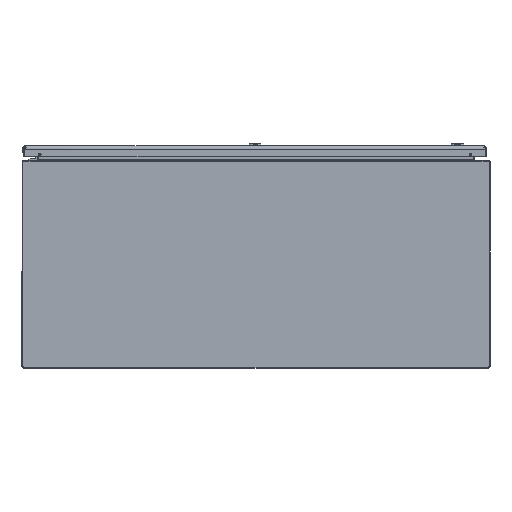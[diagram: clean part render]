
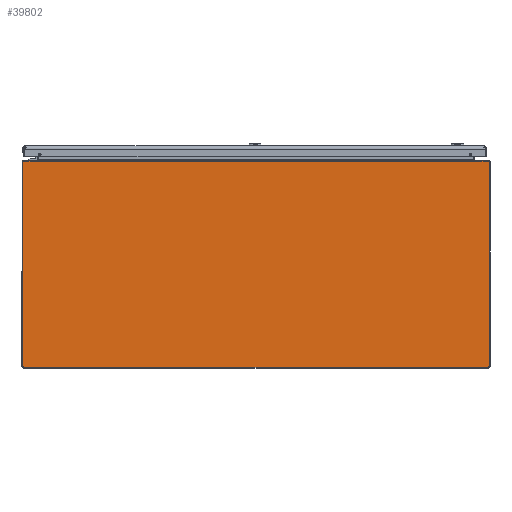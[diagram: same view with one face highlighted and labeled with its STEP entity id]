
A CAD part, front view. The second image highlights one B-rep face of the part: STEP entity #39802.
In plain terms, the highlighted planar face has unit normal (0, -1, 0).
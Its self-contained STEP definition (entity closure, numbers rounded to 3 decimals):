
#474 = VECTOR ( 'NONE', #193465, 39.37 ) ;
#509 = ORIENTED_EDGE ( 'NONE', *, *, #6487, .F. ) ;
#1581 = ORIENTED_EDGE ( 'NONE', *, *, #166820, .T. ) ;
#2370 = CARTESIAN_POINT ( 'NONE',  ( -16.818, -24., 7.91 ) ) ;
#2607 = LINE ( 'NONE', #29493, #140920 ) ;
#6487 = EDGE_CURVE ( 'NONE', #191629, #100172, #68681, .T. ) ;
#11110 = ORIENTED_EDGE ( 'NONE', *, *, #22422, .F. ) ;
#13235 = CARTESIAN_POINT ( 'NONE',  ( 0., -24., 7.883 ) ) ;
#14553 = CARTESIAN_POINT ( 'NONE',  ( 17.857, -24., 7.857 ) ) ;
#18677 = LINE ( 'NONE', #78260, #22869 ) ;
#21888 = ORIENTED_EDGE ( 'NONE', *, *, #185627, .F. ) ;
#22422 = EDGE_CURVE ( 'NONE', #29011, #43971, #38161, .T. ) ;
#22869 = VECTOR ( 'NONE', #180832, 39.37 ) ;
#23654 = CARTESIAN_POINT ( 'NONE',  ( 16.823, -24., 7.937 ) ) ;
#23692 = CARTESIAN_POINT ( 'NONE',  ( 16.814, -24., 7.883 ) ) ;
#24111 = VERTEX_POINT ( 'NONE', #23654 ) ;
#29011 = VERTEX_POINT ( 'NONE', #137924 ) ;
#29258 = ORIENTED_EDGE ( 'NONE', *, *, #94020, .F. ) ;
#29493 = CARTESIAN_POINT ( 'NONE',  ( 17.937, -24., 0. ) ) ;
#31710 = VERTEX_POINT ( 'NONE', #165853 ) ;
#34988 = PLANE ( 'NONE',  #175684 ) ;
#38161 = CIRCLE ( 'NONE', #136390, 0.08 ) ;
#38621 = EDGE_CURVE ( 'NONE', #31710, #191629, #46395, .T. ) ;
#39802 = ADVANCED_FACE ( 'NONE', ( #127321 ), #34988, .T. ) ;
#42594 = ORIENTED_EDGE ( 'NONE', *, *, #167907, .F. ) ;
#43971 = VERTEX_POINT ( 'NONE', #93449 ) ;
#44786 = DIRECTION ( 'NONE',  ( 0., 0., -1. ) ) ;
#45109 = LINE ( 'NONE', #169127, #71593 ) ;
#46395 = LINE ( 'NONE', #117880, #169007 ) ;
#49989 = LINE ( 'NONE', #142261, #163118 ) ;
#57459 = CARTESIAN_POINT ( 'NONE',  ( 16.806, -24., 7.883 ) ) ;
#57732 = CIRCLE ( 'NONE', #168733, 0.08 ) ;
#59435 = CARTESIAN_POINT ( 'NONE',  ( -17.937, -24., 7.857 ) ) ;
#60660 = CARTESIAN_POINT ( 'NONE',  ( -17.857, -24., 7.857 ) ) ;
#65301 = LINE ( 'NONE', #122906, #101900 ) ;
#68681 = CIRCLE ( 'NONE', #170180, 0.08 ) ;
#71593 = VECTOR ( 'NONE', #123462, 39.37 ) ;
#74198 = EDGE_CURVE ( 'NONE', #82177, #187795, #188069, .T. ) ;
#75916 = DIRECTION ( 'NONE',  ( 0., 1., 0. ) ) ;
#75969 = EDGE_CURVE ( 'NONE', #43971, #193606, #2607, .T. ) ;
#78260 = CARTESIAN_POINT ( 'NONE',  ( -17.937, -24., 0. ) ) ;
#78406 = EDGE_CURVE ( 'NONE', #24111, #29011, #45109, .T. ) ;
#78713 = CARTESIAN_POINT ( 'NONE',  ( 0., -24., 0. ) ) ;
#80959 = ORIENTED_EDGE ( 'NONE', *, *, #78406, .F. ) ;
#82005 = VECTOR ( 'NONE', #100170, 39.37 ) ;
#82177 = VERTEX_POINT ( 'NONE', #59435 ) ;
#87695 = DIRECTION ( 'NONE',  ( 0., 1., 0. ) ) ;
#87894 = DIRECTION ( 'NONE',  ( 0., 0., -1. ) ) ;
#88235 = LINE ( 'NONE', #191544, #82005 ) ;
#92752 = VERTEX_POINT ( 'NONE', #149264 ) ;
#93449 = CARTESIAN_POINT ( 'NONE',  ( 17.937, -24., 7.857 ) ) ;
#93920 = DIRECTION ( 'NONE',  ( 0., 0., -1. ) ) ;
#94020 = EDGE_CURVE ( 'NONE', #187795, #102253, #49989, .T. ) ;
#94690 = DIRECTION ( 'NONE',  ( 0.174, 0., -0.985 ) ) ;
#97539 = DIRECTION ( 'NONE',  ( 0., 0., -1. ) ) ;
#99629 = ORIENTED_EDGE ( 'NONE', *, *, #161810, .F. ) ;
#100170 = DIRECTION ( 'NONE',  ( 1., 0., 0. ) ) ;
#100172 = VERTEX_POINT ( 'NONE', #183966 ) ;
#101900 = VECTOR ( 'NONE', #121935, 39.37 ) ;
#102037 = ORIENTED_EDGE ( 'NONE', *, *, #166803, .T. ) ;
#102253 = VERTEX_POINT ( 'NONE', #119468 ) ;
#102549 = CARTESIAN_POINT ( 'NONE',  ( 17.857, -24., -7.857 ) ) ;
#103469 = ORIENTED_EDGE ( 'NONE', *, *, #75969, .F. ) ;
#104921 = DIRECTION ( 'NONE',  ( 0., 0., -1. ) ) ;
#106516 = DIRECTION ( 'NONE',  ( -1., 0., 0. ) ) ;
#111581 = ORIENTED_EDGE ( 'NONE', *, *, #74198, .F. ) ;
#114243 = EDGE_LOOP ( 'NONE', ( #29258, #111581, #42594, #509, #150386, #21888, #103469, #11110, #80959, #1581, #102037, #164964, #99629, #194026 ) ) ;
#117880 = CARTESIAN_POINT ( 'NONE',  ( 0., -24., -7.937 ) ) ;
#119468 = CARTESIAN_POINT ( 'NONE',  ( -16.823, -24., 7.937 ) ) ;
#121935 = DIRECTION ( 'NONE',  ( -0.174, 0., -0.985 ) ) ;
#122906 = CARTESIAN_POINT ( 'NONE',  ( 16.818, -24., 7.91 ) ) ;
#122968 = CARTESIAN_POINT ( 'NONE',  ( 16.798, -24., 7.883 ) ) ;
#123462 = DIRECTION ( 'NONE',  ( 1., 0., 0. ) ) ;
#126390 = DIRECTION ( 'NONE',  ( 1., 0., 0. ) ) ;
#127321 = FACE_OUTER_BOUND ( 'NONE', #114243, .T. ) ;
#132891 = LINE ( 'NONE', #57459, #474 ) ;
#134780 = VECTOR ( 'NONE', #94690, 39.37 ) ;
#135044 = CARTESIAN_POINT ( 'NONE',  ( -17.857, -24., -7.937 ) ) ;
#136390 = AXIS2_PLACEMENT_3D ( 'NONE', #14553, #166440, #93920 ) ;
#136465 = VERTEX_POINT ( 'NONE', #122968 ) ;
#137924 = CARTESIAN_POINT ( 'NONE',  ( 17.857, -24., 7.937 ) ) ;
#139041 = EDGE_CURVE ( 'NONE', #102253, #92752, #182142, .T. ) ;
#140920 = VECTOR ( 'NONE', #104921, 39.37 ) ;
#140939 = CARTESIAN_POINT ( 'NONE',  ( -17.857, -24., 7.937 ) ) ;
#141234 = DIRECTION ( 'NONE',  ( 0., -1., 0. ) ) ;
#142261 = CARTESIAN_POINT ( 'NONE',  ( 0., -24., 7.937 ) ) ;
#147498 = CARTESIAN_POINT ( 'NONE',  ( 17.937, -24., -7.857 ) ) ;
#149264 = CARTESIAN_POINT ( 'NONE',  ( -16.814, -24., 7.883 ) ) ;
#150386 = ORIENTED_EDGE ( 'NONE', *, *, #38621, .F. ) ;
#150396 = CARTESIAN_POINT ( 'NONE',  ( -17.857, -24., -7.857 ) ) ;
#152770 = VERTEX_POINT ( 'NONE', #157776 ) ;
#153090 = VECTOR ( 'NONE', #106516, 39.37 ) ;
#153106 = AXIS2_PLACEMENT_3D ( 'NONE', #60660, #169795, #44786 ) ;
#157776 = CARTESIAN_POINT ( 'NONE',  ( -16.798, -24., 7.883 ) ) ;
#161810 = EDGE_CURVE ( 'NONE', #92752, #152770, #88235, .T. ) ;
#163118 = VECTOR ( 'NONE', #126390, 39.37 ) ;
#164964 = ORIENTED_EDGE ( 'NONE', *, *, #169479, .T. ) ;
#165853 = CARTESIAN_POINT ( 'NONE',  ( 17.857, -24., -7.937 ) ) ;
#166440 = DIRECTION ( 'NONE',  ( 0., 1., 0. ) ) ;
#166803 = EDGE_CURVE ( 'NONE', #190729, #136465, #132891, .T. ) ;
#166820 = EDGE_CURVE ( 'NONE', #24111, #190729, #65301, .T. ) ;
#167907 = EDGE_CURVE ( 'NONE', #100172, #82177, #18677, .T. ) ;
#168036 = LINE ( 'NONE', #13235, #153090 ) ;
#168733 = AXIS2_PLACEMENT_3D ( 'NONE', #102549, #87695, #181974 ) ;
#169007 = VECTOR ( 'NONE', #178484, 39.37 ) ;
#169127 = CARTESIAN_POINT ( 'NONE',  ( 0., -24., 7.937 ) ) ;
#169479 = EDGE_CURVE ( 'NONE', #136465, #152770, #168036, .T. ) ;
#169795 = DIRECTION ( 'NONE',  ( 0., 1., 0. ) ) ;
#170180 = AXIS2_PLACEMENT_3D ( 'NONE', #150396, #75916, #87894 ) ;
#175684 = AXIS2_PLACEMENT_3D ( 'NONE', #78713, #141234, #97539 ) ;
#178484 = DIRECTION ( 'NONE',  ( -1., 0., 0. ) ) ;
#180832 = DIRECTION ( 'NONE',  ( 0., 0., 1. ) ) ;
#181974 = DIRECTION ( 'NONE',  ( 0., 0., -1. ) ) ;
#182142 = LINE ( 'NONE', #2370, #134780 ) ;
#183966 = CARTESIAN_POINT ( 'NONE',  ( -17.937, -24., -7.857 ) ) ;
#185627 = EDGE_CURVE ( 'NONE', #193606, #31710, #57732, .T. ) ;
#187795 = VERTEX_POINT ( 'NONE', #140939 ) ;
#188069 = CIRCLE ( 'NONE', #153106, 0.08 ) ;
#190729 = VERTEX_POINT ( 'NONE', #23692 ) ;
#191544 = CARTESIAN_POINT ( 'NONE',  ( -16.806, -24., 7.883 ) ) ;
#191629 = VERTEX_POINT ( 'NONE', #135044 ) ;
#193465 = DIRECTION ( 'NONE',  ( -1., 0., 0. ) ) ;
#193606 = VERTEX_POINT ( 'NONE', #147498 ) ;
#194026 = ORIENTED_EDGE ( 'NONE', *, *, #139041, .F. ) ;
